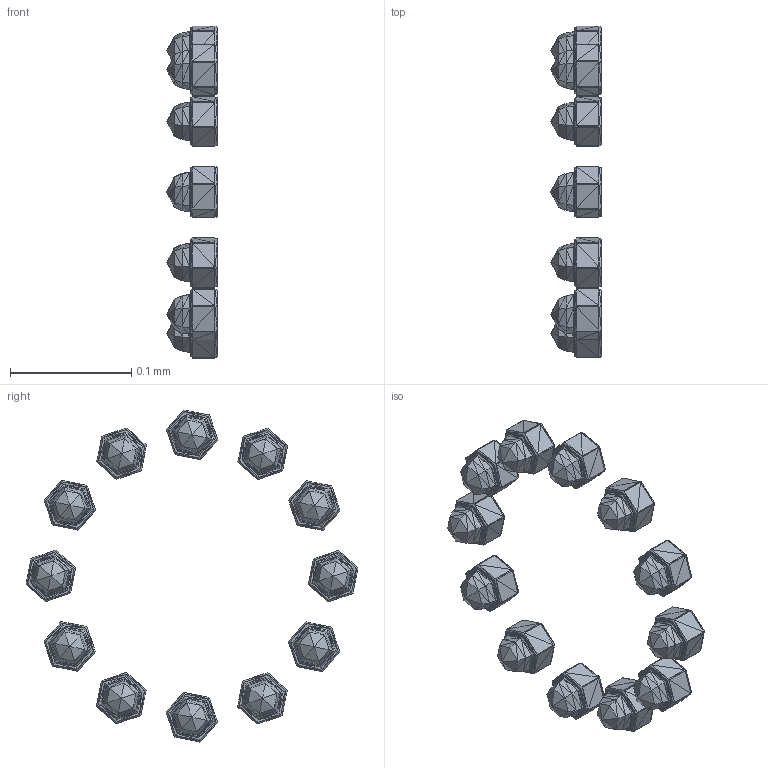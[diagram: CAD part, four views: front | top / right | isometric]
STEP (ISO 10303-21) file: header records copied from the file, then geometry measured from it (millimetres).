
FILE_DESCRIPTION (( 'STEP AP203' ), '1' );
FILE_NAME ('Wheels BoltsF_Default_sldprt.STEP', '2019-12-12T21:40:39', ( '' ), ( '' ), 'SwSTEP 2.0', 'SolidWorks 2017', '' );
FILE_SCHEMA (( 'CONFIG_CONTROL_DESIGN' ));
Length unit declared in the file: millimetre
Products named in the file (1): Wheels BoltsF_Default_sldprt
Bounding box: 0.04 x 0.27 x 0.27 mm (x, y, z)
Volume: 0 mm3; surface area: 0.1 mm2
Topology: 12 solids, 12 shells, 1560 faces, 2340 edges, 804 vertices
Faces by surface type: plane 1560
Entity records: 30575 total; most frequent: DIRECTION 5462, CARTESIAN_POINT 4705, ORIENTED_EDGE 4680, VECTOR 2340, LINE 2340, EDGE_CURVE 2340, AXIS2_PLACEMENT_3D 1561, FACE_OUTER_BOUND 1560
